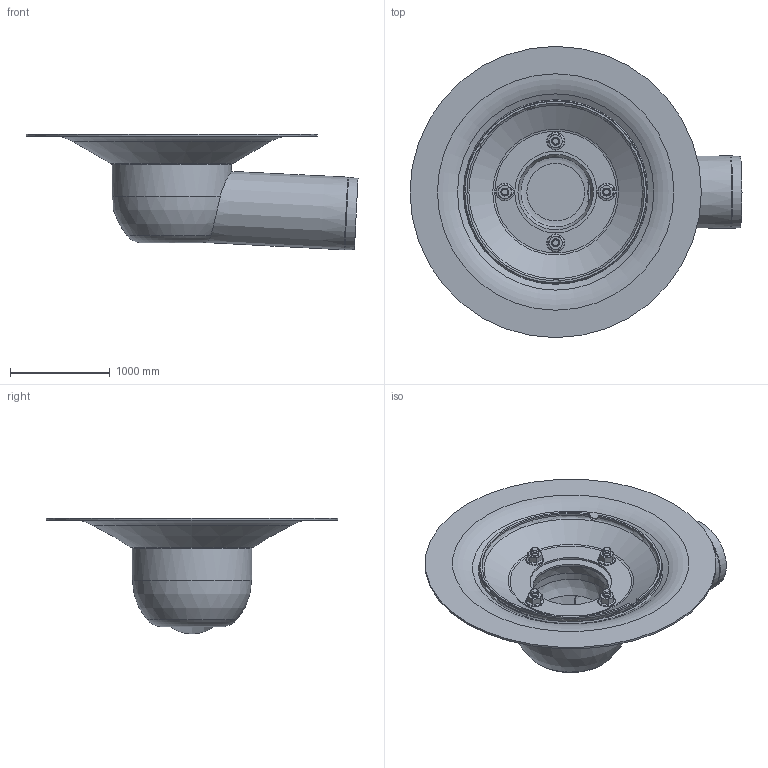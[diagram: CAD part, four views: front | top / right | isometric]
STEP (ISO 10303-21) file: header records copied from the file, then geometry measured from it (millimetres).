
FILE_DESCRIPTION(/* description */ (''),/* implementation_level */ '2;1');
FILE_NAME(/* name */ '19235.070X_3D.stp',/* time_stamp */ '2024-12-12T07:53:26+01:00',/* author */ ('CAD'),/* organization */ (''),/* preprocessor_version */ 'ST-DEVELOPER v20',/* originating_system */ 'AutoCAD Mechanical',/* authorisation */ '');
FILE_SCHEMA (('AUTOMOTIVE_DESIGN { 1 0 10303 214 3 1 1 }'));
Length unit declared in the file: centimetre
Products named in the file (4): Product; *S1; *U3; *U2
Assembly tree (6 placements, depth 3):
  Product
    *S1
    *U3
      *U2  x4
Bounding box: 3327.52 x 2920 x 1159.64 mm (x, y, z)
Volume: 308974271.1 mm3; surface area: 36363220.6 mm2
Topology: 14 solids, 14 shells, 224 faces, 488 edges, 288 vertices
Faces by surface type: cone 119, plane 54, cylinder 29, torus 16, bspline 4, sphere 2
Full cylindrical faces by diameter (mm): 80 x8, 110 x4, 730 x1, 756 x1, 808 x1, 820 x1, 832 x1, 1170 x1, 1200 x1, 2920 x1
Entity records: 5307 total; most frequent: CARTESIAN_POINT 1382, DIRECTION 885, ORIENTED_EDGE 748, AXIS2_PLACEMENT_3D 382, EDGE_CURVE 374, VERTEX_POINT 219, CIRCLE 201, EDGE_LOOP 191
